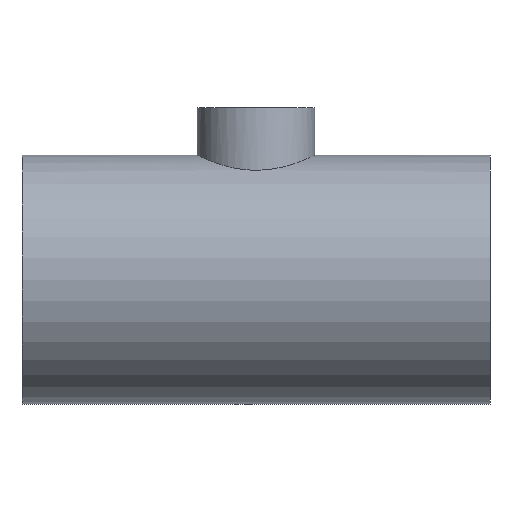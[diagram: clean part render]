
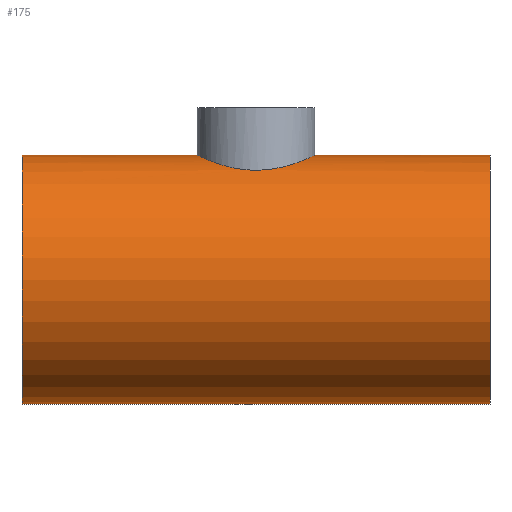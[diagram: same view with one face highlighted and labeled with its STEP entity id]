
A CAD part, front view. The second image highlights one B-rep face of the part: STEP entity #175.
In plain terms, the highlighted cylindrical face has radius 38 mm (diameter 76 mm), a full revolution.
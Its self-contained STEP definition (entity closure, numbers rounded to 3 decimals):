
#20=B_SPLINE_CURVE_WITH_KNOTS($,3,(#282,#283,#284,#285,#286,#287,#288,#289,
#290,#291,#292,#293,#294,#295,#296,#297,#298,#299,#300,#301,#302,#303,#304,
#305,#306,#307,#308,#309,#310,#311,#312,#313,#314,#315),.UNSPECIFIED.,.F.,
 .F.,(4,2,2,2,2,2,2,2,2,2,2,2,2,2,2,2,4),(2.761,3.106,
3.451,3.795,4.14,4.486,4.831,
5.177,5.522,5.868,6.213,6.559,
6.904,7.249,7.594,7.939,8.283),
 .UNSPECIFIED.);
#21=B_SPLINE_CURVE_WITH_KNOTS($,3,(#317,#318,#319,#320,#321,#322,#323,#324,
#325,#326,#327,#328,#329,#330,#331,#332,#333,#334),.UNSPECIFIED.,.F.,.F.,
(4,2,2,2,2,2,2,2,4),(-2.761,-2.416,-2.072,
-1.727,-1.382,-1.037,-0.691,
-0.346,0.),.UNSPECIFIED.);
#22=B_SPLINE_CURVE_WITH_KNOTS($,3,(#335,#336,#337,#338,#339,#340,#341,#342,
#343,#344,#345,#346,#347,#348,#349,#350,#351,#352),.UNSPECIFIED.,.F.,.F.,
(4,2,2,2,2,2,2,2,4),(-11.045,-10.699,-10.354,
-10.008,-9.663,-9.318,-8.973,
-8.628,-8.283),.UNSPECIFIED.);
#28=FACE_BOUND($,#59,.T.);
#29=FACE_BOUND($,#60,.T.);
#43=FACE_OUTER_BOUND($,#58,.T.);
#58=EDGE_LOOP($,(#134));
#59=EDGE_LOOP($,(#135,#136,#137));
#60=EDGE_LOOP($,(#138));
#86=CIRCLE($,#196,38.);
#87=CIRCLE($,#197,38.);
#98=VERTEX_POINT($,#278);
#99=VERTEX_POINT($,#280);
#100=VERTEX_POINT($,#281);
#101=VERTEX_POINT($,#316);
#102=VERTEX_POINT($,#353);
#116=EDGE_CURVE($,#98,#98,#86,.T.);
#117=EDGE_CURVE($,#99,#100,#20,.T.);
#118=EDGE_CURVE($,#100,#101,#21,.T.);
#119=EDGE_CURVE($,#101,#99,#22,.T.);
#120=EDGE_CURVE($,#102,#102,#87,.T.);
#134=ORIENTED_EDGE($,*,*,#116,.T.);
#135=ORIENTED_EDGE($,*,*,#117,.T.);
#136=ORIENTED_EDGE($,*,*,#118,.T.);
#137=ORIENTED_EDGE($,*,*,#119,.T.);
#138=ORIENTED_EDGE($,*,*,#120,.F.);
#168=CYLINDRICAL_SURFACE($,#195,38.);
#175=ADVANCED_FACE($,(#43,#28,#29),#168,.T.);
#195=AXIS2_PLACEMENT_3D($,#277,#228,#229);
#196=AXIS2_PLACEMENT_3D($,#279,#230,#231);
#197=AXIS2_PLACEMENT_3D($,#354,#232,#233);
#228=DIRECTION('center_axis',(-1.,0.,0.));
#229=DIRECTION('ref_axis',(0.,0.,-1.));
#230=DIRECTION('center_axis',(-1.,0.,0.));
#231=DIRECTION('ref_axis',(0.,0.,-1.));
#232=DIRECTION('center_axis',(-1.,0.,0.));
#233=DIRECTION('ref_axis',(0.,0.,-1.));
#277=CARTESIAN_POINT('Origin',(33.5,0.,0.));
#278=CARTESIAN_POINT('',(105.,0.,38.));
#279=CARTESIAN_POINT('Origin',(105.,0.,0.));
#280=CARTESIAN_POINT('',(51.5,0.,38.));
#281=CARTESIAN_POINT('',(15.5,0.,38.));
#282=CARTESIAN_POINT('Ctrl Pts',(51.5,0.,38.));
#283=CARTESIAN_POINT('Ctrl Pts',(51.5,-1.149,38.));
#284=CARTESIAN_POINT('Ctrl Pts',(51.388,-2.332,37.947));
#285=CARTESIAN_POINT('Ctrl Pts',(50.924,-4.674,37.73));
#286=CARTESIAN_POINT('Ctrl Pts',(50.571,-5.833,37.567));
#287=CARTESIAN_POINT('Ctrl Pts',(49.647,-8.045,37.156));
#288=CARTESIAN_POINT('Ctrl Pts',(49.074,-9.101,36.908));
#289=CARTESIAN_POINT('Ctrl Pts',(47.759,-11.048,36.372));
#290=CARTESIAN_POINT('Ctrl Pts',(47.016,-11.94,36.085));
#291=CARTESIAN_POINT('Ctrl Pts',(45.438,-13.518,35.524));
#292=CARTESIAN_POINT('Ctrl Pts',(44.546,-14.261,35.23));
#293=CARTESIAN_POINT('Ctrl Pts',(42.599,-15.575,34.669));
#294=CARTESIAN_POINT('Ctrl Pts',(41.544,-16.147,34.403));
#295=CARTESIAN_POINT('Ctrl Pts',(39.334,-17.07,33.954));
#296=CARTESIAN_POINT('Ctrl Pts',(38.177,-17.423,33.772));
#297=CARTESIAN_POINT('Ctrl Pts',(35.835,-17.888,33.528));
#298=CARTESIAN_POINT('Ctrl Pts',(34.652,-18.,33.466));
#299=CARTESIAN_POINT('Ctrl Pts',(32.348,-18.,33.466));
#300=CARTESIAN_POINT('Ctrl Pts',(31.165,-17.888,33.528));
#301=CARTESIAN_POINT('Ctrl Pts',(28.823,-17.423,33.772));
#302=CARTESIAN_POINT('Ctrl Pts',(27.666,-17.07,33.954));
#303=CARTESIAN_POINT('Ctrl Pts',(25.456,-16.147,34.403));
#304=CARTESIAN_POINT('Ctrl Pts',(24.401,-15.575,34.669));
#305=CARTESIAN_POINT('Ctrl Pts',(22.454,-14.261,35.23));
#306=CARTESIAN_POINT('Ctrl Pts',(21.562,-13.518,35.524));
#307=CARTESIAN_POINT('Ctrl Pts',(19.984,-11.94,36.085));
#308=CARTESIAN_POINT('Ctrl Pts',(19.241,-11.048,36.372));
#309=CARTESIAN_POINT('Ctrl Pts',(17.926,-9.101,36.908));
#310=CARTESIAN_POINT('Ctrl Pts',(17.353,-8.045,37.156));
#311=CARTESIAN_POINT('Ctrl Pts',(16.429,-5.833,37.567));
#312=CARTESIAN_POINT('Ctrl Pts',(16.076,-4.674,37.73));
#313=CARTESIAN_POINT('Ctrl Pts',(15.612,-2.332,37.947));
#314=CARTESIAN_POINT('Ctrl Pts',(15.5,-1.149,38.));
#315=CARTESIAN_POINT('Ctrl Pts',(15.5,0.,38.));
#316=CARTESIAN_POINT('',(33.5,18.,33.466));
#317=CARTESIAN_POINT('Ctrl Pts',(15.5,0.,38.));
#318=CARTESIAN_POINT('Ctrl Pts',(15.5,1.149,38.));
#319=CARTESIAN_POINT('Ctrl Pts',(15.612,2.332,37.947));
#320=CARTESIAN_POINT('Ctrl Pts',(16.076,4.674,37.73));
#321=CARTESIAN_POINT('Ctrl Pts',(16.429,5.833,37.567));
#322=CARTESIAN_POINT('Ctrl Pts',(17.353,8.045,37.156));
#323=CARTESIAN_POINT('Ctrl Pts',(17.926,9.101,36.908));
#324=CARTESIAN_POINT('Ctrl Pts',(19.241,11.048,36.372));
#325=CARTESIAN_POINT('Ctrl Pts',(19.984,11.94,36.085));
#326=CARTESIAN_POINT('Ctrl Pts',(21.562,13.518,35.524));
#327=CARTESIAN_POINT('Ctrl Pts',(22.454,14.261,35.23));
#328=CARTESIAN_POINT('Ctrl Pts',(24.401,15.575,34.669));
#329=CARTESIAN_POINT('Ctrl Pts',(25.456,16.147,34.403));
#330=CARTESIAN_POINT('Ctrl Pts',(27.666,17.07,33.954));
#331=CARTESIAN_POINT('Ctrl Pts',(28.823,17.423,33.772));
#332=CARTESIAN_POINT('Ctrl Pts',(31.165,17.888,33.528));
#333=CARTESIAN_POINT('Ctrl Pts',(32.348,18.,33.466));
#334=CARTESIAN_POINT('Ctrl Pts',(33.5,18.,33.466));
#335=CARTESIAN_POINT('Ctrl Pts',(33.5,18.,33.466));
#336=CARTESIAN_POINT('Ctrl Pts',(34.652,18.,33.466));
#337=CARTESIAN_POINT('Ctrl Pts',(35.835,17.888,33.528));
#338=CARTESIAN_POINT('Ctrl Pts',(38.177,17.423,33.772));
#339=CARTESIAN_POINT('Ctrl Pts',(39.334,17.07,33.954));
#340=CARTESIAN_POINT('Ctrl Pts',(41.544,16.147,34.403));
#341=CARTESIAN_POINT('Ctrl Pts',(42.599,15.575,34.669));
#342=CARTESIAN_POINT('Ctrl Pts',(44.546,14.261,35.23));
#343=CARTESIAN_POINT('Ctrl Pts',(45.438,13.518,35.524));
#344=CARTESIAN_POINT('Ctrl Pts',(47.016,11.94,36.085));
#345=CARTESIAN_POINT('Ctrl Pts',(47.759,11.048,36.372));
#346=CARTESIAN_POINT('Ctrl Pts',(49.074,9.101,36.908));
#347=CARTESIAN_POINT('Ctrl Pts',(49.647,8.045,37.156));
#348=CARTESIAN_POINT('Ctrl Pts',(50.571,5.833,37.567));
#349=CARTESIAN_POINT('Ctrl Pts',(50.924,4.674,37.73));
#350=CARTESIAN_POINT('Ctrl Pts',(51.388,2.332,37.947));
#351=CARTESIAN_POINT('Ctrl Pts',(51.5,1.149,38.));
#352=CARTESIAN_POINT('Ctrl Pts',(51.5,0.,38.));
#353=CARTESIAN_POINT('',(-38.,0.,38.));
#354=CARTESIAN_POINT('Origin',(-38.,0.,0.));
